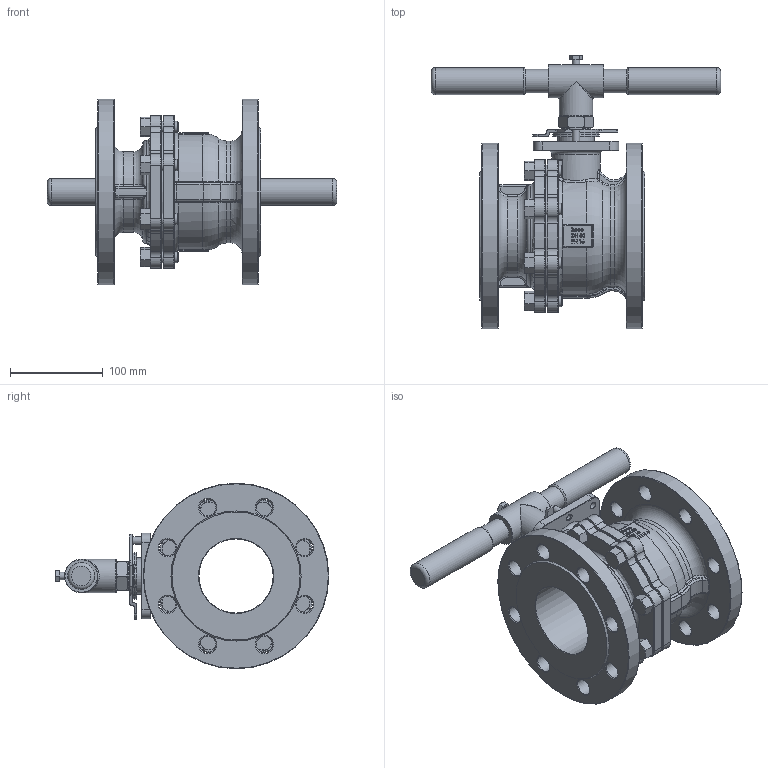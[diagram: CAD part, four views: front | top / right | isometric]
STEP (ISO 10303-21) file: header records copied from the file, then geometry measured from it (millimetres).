
FILE_DESCRIPTION (( 'STEP AP214' ), '1' );
FILE_NAME ('FK-300-000-4 Flanschkugelhahn heco step214.STEP', '2012-11-14T12:58:38', ( 'test' ), ( '' ), 'SwSTEP 2.0', 'SolidWorks 2011', '' );
FILE_SCHEMA (( 'AUTOMOTIVE_DESIGN' ));
Length unit declared in the file: millimetre
Products named in the file (1): FK-300-000-4 Flanschkugelhahn heco step214
Bounding box: 312 x 295 x 200 mm (x, y, z)
Volume: 2339042.8 mm3; surface area: 332276.4 mm2
Topology: 1 solids, 1 shells, 1142 faces, 2824 edges, 1752 vertices
Faces by surface type: plane 337, bspline 295, cylinder 218, torus 178, cone 106, sphere 8
Full cylindrical faces by diameter (mm): 6.4 x1, 8 x2, 8.2 x4, 9 x3, 12 x16, 18 x16, 25.4 x2, 29 x2, 32 x1, 36 x2, 40 x1, 42 x1, 52 x1, 80 x1, 111 x1, 130 x1, 200 x2
Entity records: 61698 total; most frequent: CARTESIAN_POINT 24750, ORIENTED_EDGE 5248, DIRECTION 4431, EDGE_CURVE 2624, AXIS2_PLACEMENT_3D 1704, VERTEX_POINT 1693, EDGE_LOOP 1415, FACE_OUTER_BOUND 1230
